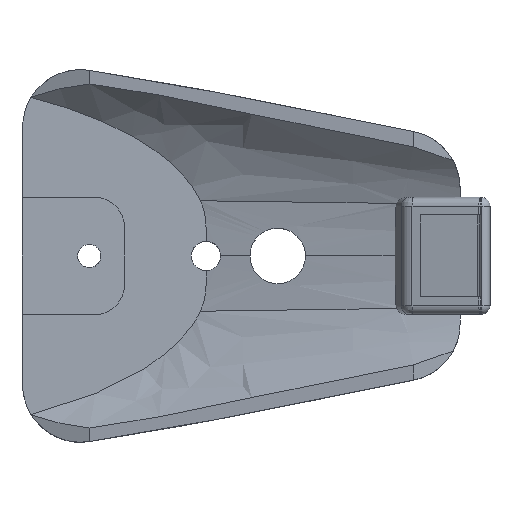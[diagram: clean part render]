
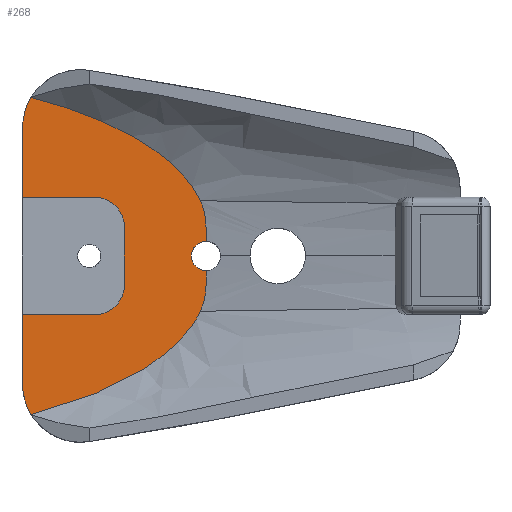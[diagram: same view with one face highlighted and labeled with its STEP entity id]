
A CAD part, top view. The second image highlights one B-rep face of the part: STEP entity #268.
In plain terms, the highlighted planar face has unit normal (0, 0, 1).
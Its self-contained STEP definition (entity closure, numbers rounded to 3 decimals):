
#60=B_SPLINE_CURVE_WITH_KNOTS('',3,(#2146,#2147,#2148,#2149,#2150,#2151),
 .UNSPECIFIED.,.F.,.F.,(4,2,4),(0.,0.5,1.),.UNSPECIFIED.);
#81=B_SPLINE_CURVE_WITH_KNOTS('',3,(#3795,#3796,#3797,#3798,#3799,#3800),
 .UNSPECIFIED.,.F.,.F.,(4,2,4),(0.,0.5,1.),.UNSPECIFIED.);
#89=B_SPLINE_CURVE_WITH_KNOTS('',3,(#5378,#5379,#5380,#5381,#5382,#5383,
#5384,#5385,#5386,#5387,#5388,#5389),.UNSPECIFIED.,.F.,.F.,(4,2,2,2,2,4),
(0.,0.125,0.25,0.5,0.75,1.),.UNSPECIFIED.);
#90=B_SPLINE_CURVE_WITH_KNOTS('',3,(#5409,#5410,#5411,#5412,#5413,#5414,
#5415,#5416,#5417,#5418,#5419,#5420),.UNSPECIFIED.,.F.,.F.,(4,2,2,2,2,4),
(0.,0.25,0.5,0.75,0.875,1.),.UNSPECIFIED.);
#213=CIRCLE('',#1622,5.);
#214=CIRCLE('',#1623,19.8);
#215=CIRCLE('',#1624,10.);
#216=CIRCLE('',#1625,10.);
#217=CIRCLE('',#1626,19.8);
#268=ADVANCED_FACE('',(#391),#348,.F.);
#348=PLANE('',#1627);
#391=FACE_OUTER_BOUND('',#478,.T.);
#478=EDGE_LOOP('',(#638,#639,#640,#641,#642,#643,#644,#645,#646,#647,#648,
#649,#650,#651));
#638=ORIENTED_EDGE('',*,*,#1222,.T.);
#639=ORIENTED_EDGE('',*,*,#1210,.T.);
#640=ORIENTED_EDGE('',*,*,#1223,.T.);
#641=ORIENTED_EDGE('',*,*,#1224,.T.);
#642=ORIENTED_EDGE('',*,*,#1225,.T.);
#643=ORIENTED_EDGE('',*,*,#1226,.F.);
#644=ORIENTED_EDGE('',*,*,#1227,.F.);
#645=ORIENTED_EDGE('',*,*,#1228,.F.);
#646=ORIENTED_EDGE('',*,*,#1229,.F.);
#647=ORIENTED_EDGE('',*,*,#1230,.F.);
#648=ORIENTED_EDGE('',*,*,#1231,.T.);
#649=ORIENTED_EDGE('',*,*,#1232,.T.);
#650=ORIENTED_EDGE('',*,*,#1233,.T.);
#651=ORIENTED_EDGE('',*,*,#1189,.T.);
#1035=VERTEX_POINT('',#2145);
#1036=VERTEX_POINT('',#2152);
#1054=VERTEX_POINT('',#3794);
#1055=VERTEX_POINT('',#3801);
#1062=VERTEX_POINT('',#5390);
#1063=VERTEX_POINT('',#5392);
#1064=VERTEX_POINT('',#5394);
#1065=VERTEX_POINT('',#5396);
#1066=VERTEX_POINT('',#5398);
#1067=VERTEX_POINT('',#5400);
#1068=VERTEX_POINT('',#5402);
#1069=VERTEX_POINT('',#5404);
#1070=VERTEX_POINT('',#5406);
#1071=VERTEX_POINT('',#5408);
#1189=EDGE_CURVE('',#1036,#1035,#60,.T.);
#1210=EDGE_CURVE('',#1055,#1054,#81,.T.);
#1222=EDGE_CURVE('',#1035,#1055,#213,.T.);
#1223=EDGE_CURVE('',#1054,#1062,#89,.T.);
#1224=EDGE_CURVE('',#1062,#1063,#214,.T.);
#1225=EDGE_CURVE('',#1063,#1064,#1413,.T.);
#1226=EDGE_CURVE('',#1065,#1064,#1414,.T.);
#1227=EDGE_CURVE('',#1066,#1065,#215,.T.);
#1228=EDGE_CURVE('',#1067,#1066,#1415,.T.);
#1229=EDGE_CURVE('',#1068,#1067,#216,.T.);
#1230=EDGE_CURVE('',#1069,#1068,#1416,.T.);
#1231=EDGE_CURVE('',#1069,#1070,#1417,.T.);
#1232=EDGE_CURVE('',#1070,#1071,#217,.T.);
#1233=EDGE_CURVE('',#1071,#1036,#90,.T.);
#1413=LINE('',#5393,#1516);
#1414=LINE('',#5395,#1517);
#1415=LINE('',#5399,#1518);
#1416=LINE('',#5403,#1519);
#1417=LINE('',#5405,#1520);
#1516=VECTOR('',#1785,1.);
#1517=VECTOR('',#1786,1.);
#1518=VECTOR('',#1789,1.);
#1519=VECTOR('',#1792,1.);
#1520=VECTOR('',#1793,1.);
#1622=AXIS2_PLACEMENT_3D('',#5377,#1781,#1782);
#1623=AXIS2_PLACEMENT_3D('',#5391,#1783,#1784);
#1624=AXIS2_PLACEMENT_3D('',#5397,#1787,#1788);
#1625=AXIS2_PLACEMENT_3D('',#5401,#1790,#1791);
#1626=AXIS2_PLACEMENT_3D('',#5407,#1794,#1795);
#1627=AXIS2_PLACEMENT_3D('',#5421,#1796,#1797);
#1781=DIRECTION('',(0.,0.,-1.));
#1782=DIRECTION('',(-1.,0.,0.));
#1783=DIRECTION('',(0.,0.,1.));
#1784=DIRECTION('',(-1.,0.,0.));
#1785=DIRECTION('',(0.,-1.,0.));
#1786=DIRECTION('',(-1.,0.,0.));
#1787=DIRECTION('',(0.,0.,1.));
#1788=DIRECTION('',(1.,0.,0.));
#1789=DIRECTION('',(0.,1.,0.));
#1790=DIRECTION('',(0.,0.,1.));
#1791=DIRECTION('',(1.,0.,0.));
#1792=DIRECTION('',(1.,0.,0.));
#1793=DIRECTION('',(0.,-1.,0.));
#1794=DIRECTION('',(0.,0.,1.));
#1795=DIRECTION('',(-1.,0.,0.));
#1796=DIRECTION('',(0.,0.,-1.));
#1797=DIRECTION('',(-1.,0.,0.));
#2145=CARTESIAN_POINT('',(448.552,-4.999,-86.));
#2146=CARTESIAN_POINT('',(446.563,-18.879,-86.));
#2147=CARTESIAN_POINT('',(447.561,-16.726,-86.));
#2148=CARTESIAN_POINT('',(448.142,-14.432,-86.));
#2149=CARTESIAN_POINT('',(448.648,-9.733,-86.));
#2150=CARTESIAN_POINT('',(448.606,-7.364,-86.));
#2151=CARTESIAN_POINT('',(448.552,-4.999,-86.));
#2152=CARTESIAN_POINT('',(446.563,-18.879,-86.));
#3794=CARTESIAN_POINT('',(446.563,18.879,-86.));
#3795=CARTESIAN_POINT('',(448.552,4.999,-86.));
#3796=CARTESIAN_POINT('',(448.606,7.364,-86.));
#3797=CARTESIAN_POINT('',(448.648,9.733,-86.));
#3798=CARTESIAN_POINT('',(448.142,14.432,-86.));
#3799=CARTESIAN_POINT('',(447.561,16.726,-86.));
#3800=CARTESIAN_POINT('',(446.563,18.879,-86.));
#3801=CARTESIAN_POINT('',(448.552,4.999,-86.));
#5377=CARTESIAN_POINT('',(448.474,0.,-86.));
#5378=CARTESIAN_POINT('',(446.563,18.879,-86.));
#5379=CARTESIAN_POINT('',(445.32,21.561,-86.));
#5380=CARTESIAN_POINT('',(443.717,23.983,-86.));
#5381=CARTESIAN_POINT('',(440.027,28.473,-86.));
#5382=CARTESIAN_POINT('',(437.922,30.554,-86.));
#5383=CARTESIAN_POINT('',(431.287,36.234,-86.));
#5384=CARTESIAN_POINT('',(426.4,39.363,-86.));
#5385=CARTESIAN_POINT('',(416.076,44.845,-86.));
#5386=CARTESIAN_POINT('',(410.737,47.131,-86.));
#5387=CARTESIAN_POINT('',(399.853,51.086,-86.));
#5388=CARTESIAN_POINT('',(394.3,52.753,-86.));
#5389=CARTESIAN_POINT('',(388.657,54.166,-86.));
#5390=CARTESIAN_POINT('',(388.657,54.166,-86.));
#5391=CARTESIAN_POINT('',(405.58,43.888,-86.));
#5392=CARTESIAN_POINT('',(385.78,43.888,-86.));
#5393=CARTESIAN_POINT('',(385.78,-116.581,-86.));
#5394=CARTESIAN_POINT('',(385.78,20.,-86.));
#5395=CARTESIAN_POINT('',(410.58,20.,-86.));
#5396=CARTESIAN_POINT('',(410.58,20.,-86.));
#5397=CARTESIAN_POINT('',(410.58,10.,-86.));
#5398=CARTESIAN_POINT('',(420.58,10.,-86.));
#5399=CARTESIAN_POINT('',(420.58,0.,-86.));
#5400=CARTESIAN_POINT('',(420.58,-10.,-86.));
#5401=CARTESIAN_POINT('',(410.58,-10.,-86.));
#5402=CARTESIAN_POINT('',(410.58,-20.,-86.));
#5403=CARTESIAN_POINT('',(410.58,-20.,-86.));
#5404=CARTESIAN_POINT('',(385.78,-20.,-86.));
#5405=CARTESIAN_POINT('',(385.78,-116.581,-86.));
#5406=CARTESIAN_POINT('',(385.78,-43.888,-86.));
#5407=CARTESIAN_POINT('',(405.58,-43.888,-86.));
#5408=CARTESIAN_POINT('',(388.657,-54.166,-86.));
#5409=CARTESIAN_POINT('',(388.657,-54.166,-86.));
#5410=CARTESIAN_POINT('',(394.3,-52.753,-86.));
#5411=CARTESIAN_POINT('',(399.853,-51.086,-86.));
#5412=CARTESIAN_POINT('',(410.737,-47.131,-86.));
#5413=CARTESIAN_POINT('',(416.076,-44.845,-86.));
#5414=CARTESIAN_POINT('',(426.4,-39.363,-86.));
#5415=CARTESIAN_POINT('',(431.287,-36.234,-86.));
#5416=CARTESIAN_POINT('',(437.922,-30.554,-86.));
#5417=CARTESIAN_POINT('',(440.027,-28.473,-86.));
#5418=CARTESIAN_POINT('',(443.717,-23.983,-86.));
#5419=CARTESIAN_POINT('',(445.32,-21.561,-86.));
#5420=CARTESIAN_POINT('',(446.563,-18.879,-86.));
#5421=CARTESIAN_POINT('',(-162.524,-116.581,-86.));
